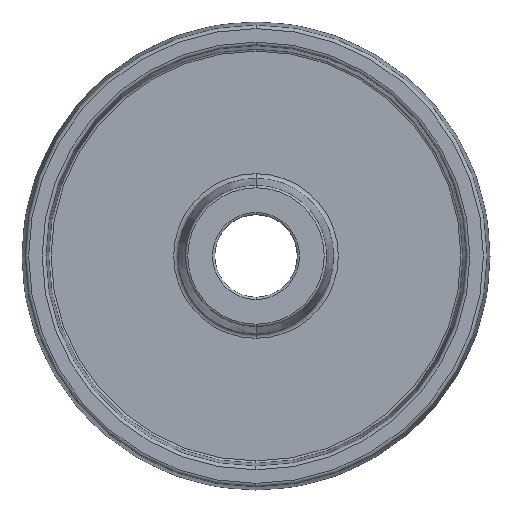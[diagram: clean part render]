
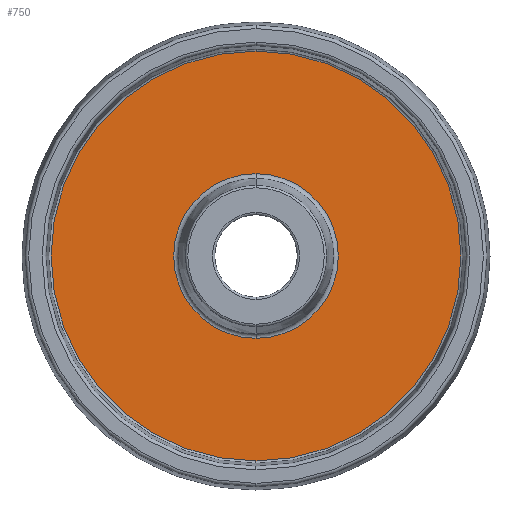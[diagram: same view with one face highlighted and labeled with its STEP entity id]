
A CAD part, left-side view. The second image highlights one B-rep face of the part: STEP entity #750.
In plain terms, the highlighted planar face has unit normal (-1, 0, 0).
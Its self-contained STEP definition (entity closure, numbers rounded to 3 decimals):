
#21 = CIRCLE ( 'NONE', #1028, 35.173 ) ;
#51 = VERTEX_POINT ( 'NONE', #613 ) ;
#53 = FACE_BOUND ( 'NONE', #819, .T. ) ;
#74 = DIRECTION ( 'NONE',  ( 0., 0., 1. ) ) ;
#86 = EDGE_CURVE ( 'NONE', #1094, #1582, #1530, .T. ) ;
#240 = DIRECTION ( 'NONE',  ( 1., 0., 0. ) ) ;
#375 = ORIENTED_EDGE ( 'NONE', *, *, #1516, .T. ) ;
#456 = CARTESIAN_POINT ( 'NONE',  ( -7.5, 88.5, 0. ) ) ;
#462 = CARTESIAN_POINT ( 'NONE',  ( -7.5, 0., 0. ) ) ;
#463 = DIRECTION ( 'NONE',  ( 1., 0., 0. ) ) ;
#589 = DIRECTION ( 'NONE',  ( 0., 0., 1. ) ) ;
#613 = CARTESIAN_POINT ( 'NONE',  ( -7.5, 0., -35.173 ) ) ;
#721 = DIRECTION ( 'NONE',  ( 0., 0., 1. ) ) ;
#750 = ADVANCED_FACE ( 'NONE', ( #53, #870 ), #979, .T. ) ;
#819 = EDGE_LOOP ( 'NONE', ( #960, #863 ) ) ;
#825 = AXIS2_PLACEMENT_3D ( 'NONE', #462, #1453, #721 ) ;
#863 = ORIENTED_EDGE ( 'NONE', *, *, #1606, .T. ) ;
#870 = FACE_OUTER_BOUND ( 'NONE', #1365, .T. ) ;
#888 = CARTESIAN_POINT ( 'NONE',  ( -7.5, 0., 87.582 ) ) ;
#903 = CARTESIAN_POINT ( 'NONE',  ( -7.5, 0., 0. ) ) ;
#923 = CARTESIAN_POINT ( 'NONE',  ( -7.5, 0., 0. ) ) ;
#957 = CIRCLE ( 'NONE', #1168, 35.173 ) ;
#960 = ORIENTED_EDGE ( 'NONE', *, *, #1051, .T. ) ;
#979 = PLANE ( 'NONE',  #1024 ) ;
#1021 = CIRCLE ( 'NONE', #1733, 87.582 ) ;
#1024 = AXIS2_PLACEMENT_3D ( 'NONE', #456, #1111, #589 ) ;
#1028 = AXIS2_PLACEMENT_3D ( 'NONE', #923, #240, #1774 ) ;
#1051 = EDGE_CURVE ( 'NONE', #1622, #51, #21, .T. ) ;
#1094 = VERTEX_POINT ( 'NONE', #1525 ) ;
#1111 = DIRECTION ( 'NONE',  ( -1., 0., 0. ) ) ;
#1156 = CARTESIAN_POINT ( 'NONE',  ( -7.5, 0., 0. ) ) ;
#1168 = AXIS2_PLACEMENT_3D ( 'NONE', #1156, #463, #74 ) ;
#1171 = CARTESIAN_POINT ( 'NONE',  ( -7.5, 0., 35.173 ) ) ;
#1241 = ORIENTED_EDGE ( 'NONE', *, *, #86, .T. ) ;
#1306 = DIRECTION ( 'NONE',  ( 0., 0., 1. ) ) ;
#1365 = EDGE_LOOP ( 'NONE', ( #375, #1241 ) ) ;
#1432 = DIRECTION ( 'NONE',  ( -1., 0., 0. ) ) ;
#1453 = DIRECTION ( 'NONE',  ( -1., 0., 0. ) ) ;
#1516 = EDGE_CURVE ( 'NONE', #1582, #1094, #1021, .T. ) ;
#1525 = CARTESIAN_POINT ( 'NONE',  ( -7.5, 0., -87.582 ) ) ;
#1530 = CIRCLE ( 'NONE', #825, 87.582 ) ;
#1582 = VERTEX_POINT ( 'NONE', #888 ) ;
#1606 = EDGE_CURVE ( 'NONE', #51, #1622, #957, .T. ) ;
#1622 = VERTEX_POINT ( 'NONE', #1171 ) ;
#1733 = AXIS2_PLACEMENT_3D ( 'NONE', #903, #1432, #1306 ) ;
#1774 = DIRECTION ( 'NONE',  ( 0., 0., 1. ) ) ;
